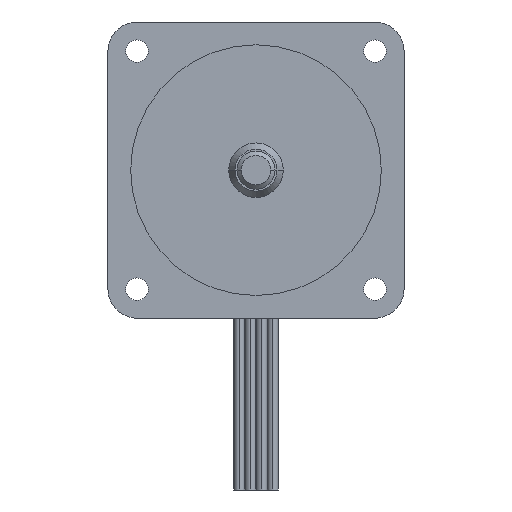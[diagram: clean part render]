
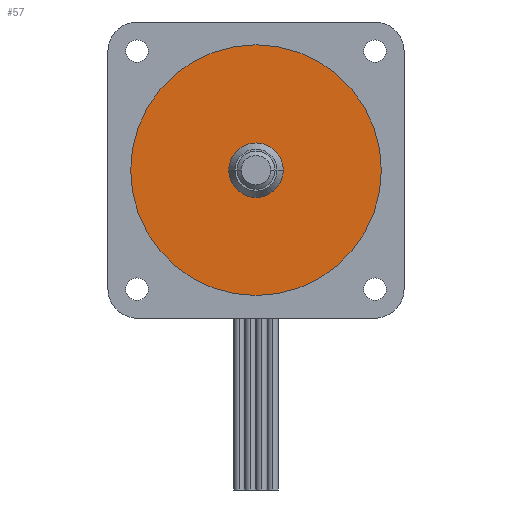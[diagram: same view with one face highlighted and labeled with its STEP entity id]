
A CAD part, front view. The second image highlights one B-rep face of the part: STEP entity #57.
In plain terms, the highlighted face is planar.
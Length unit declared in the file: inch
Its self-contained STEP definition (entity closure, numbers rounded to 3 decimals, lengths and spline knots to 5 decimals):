
#38=FACE_BOUND('',#216,.T.);
#57=ADVANCED_FACE('',(#135,#38),#1296,.T.);
#135=FACE_OUTER_BOUND('',#215,.T.);
#215=EDGE_LOOP('',(#324,#325));
#216=EDGE_LOOP('',(#326,#327));
#324=ORIENTED_EDGE('',*,*,#707,.T.);
#325=ORIENTED_EDGE('',*,*,#708,.T.);
#326=ORIENTED_EDGE('',*,*,#692,.T.);
#327=ORIENTED_EDGE('',*,*,#709,.T.);
#692=EDGE_CURVE('',#1170,#1171,#981,.T.);
#707=EDGE_CURVE('',#1184,#1185,#991,.T.);
#708=EDGE_CURVE('',#1185,#1184,#992,.T.);
#709=EDGE_CURVE('',#1171,#1170,#993,.T.);
#981=TRIMMED_CURVE($,#1075,(#2361),(#2362),.T.,.CARTESIAN.);
#991=TRIMMED_CURVE($,#1085,(#2401),(#2402),.T.,.CARTESIAN.);
#992=TRIMMED_CURVE($,#1086,(#2404),(#2405),.T.,.CARTESIAN.);
#993=TRIMMED_CURVE($,#1087,(#2407),(#2408),.T.,.CARTESIAN.);
#1075=CIRCLE('',#1795,0.3125);
#1085=CIRCLE('',#1805,1.4375);
#1086=CIRCLE('',#1806,1.4375);
#1087=CIRCLE('',#1807,0.3125);
#1170=VERTEX_POINT('',#2249);
#1171=VERTEX_POINT('',#2250);
#1184=VERTEX_POINT('',#2263);
#1185=VERTEX_POINT('',#2264);
#1296=PLANE('',#1735);
#1735=AXIS2_PLACEMENT_3D('',#2188,#1913,$);
#1795=AXIS2_PLACEMENT_3D($,#2360,#1974,#1975);
#1805=AXIS2_PLACEMENT_3D($,#2400,#1994,#1995);
#1806=AXIS2_PLACEMENT_3D($,#2403,#1996,#1997);
#1807=AXIS2_PLACEMENT_3D($,#2406,#1998,#1999);
#1913=DIRECTION('',(0.,0.,1.));
#1974=DIRECTION('',(0.,0.,-1.));
#1975=DIRECTION('',(1.,0.,0.));
#1994=DIRECTION('',(0.,0.,1.));
#1995=DIRECTION('',(-1.,0.,0.));
#1996=DIRECTION('',(0.,0.,1.));
#1997=DIRECTION('',(1.,0.,0.));
#1998=DIRECTION('',(0.,0.,-1.));
#1999=DIRECTION('',(-1.,0.,0.));
#2188=CARTESIAN_POINT('',(-1.4375,-1.4375,0.05906));
#2249=CARTESIAN_POINT('',(0.3125,0.,0.05906));
#2250=CARTESIAN_POINT('',(-0.3125,0.,0.05906));
#2263=CARTESIAN_POINT('',(-1.4375,0.,0.05906));
#2264=CARTESIAN_POINT('',(1.4375,0.,0.05906));
#2360=CARTESIAN_POINT('',(0.,0.,0.05906));
#2361=CARTESIAN_POINT('',(0.3125,0.,0.05906));
#2362=CARTESIAN_POINT('',(-0.3125,0.,0.05906));
#2400=CARTESIAN_POINT('',(0.,0.,0.05906));
#2401=CARTESIAN_POINT('',(-1.4375,0.,0.05906));
#2402=CARTESIAN_POINT('',(1.4375,0.,0.05906));
#2403=CARTESIAN_POINT('',(0.,0.,0.05906));
#2404=CARTESIAN_POINT('',(1.4375,0.,0.05906));
#2405=CARTESIAN_POINT('',(-1.4375,0.,0.05906));
#2406=CARTESIAN_POINT('',(0.,0.,0.05906));
#2407=CARTESIAN_POINT('',(-0.3125,0.,0.05906));
#2408=CARTESIAN_POINT('',(0.3125,0.,0.05906));
